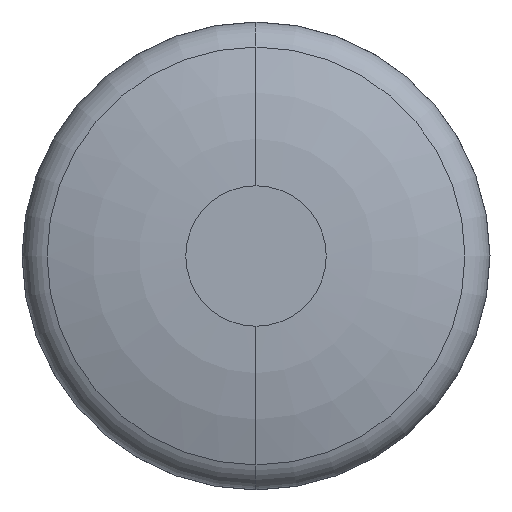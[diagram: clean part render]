
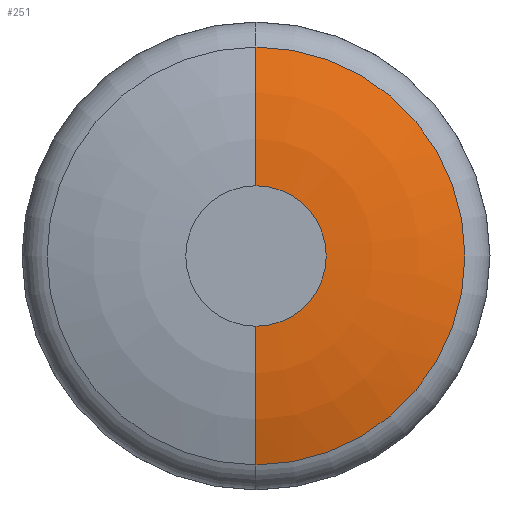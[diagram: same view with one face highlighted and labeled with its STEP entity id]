
A CAD part, front view. The second image highlights one B-rep face of the part: STEP entity #251.
In plain terms, the highlighted toroidal (fillet/blend) face has major radius 1.905 mm and minor radius 11.43 mm.
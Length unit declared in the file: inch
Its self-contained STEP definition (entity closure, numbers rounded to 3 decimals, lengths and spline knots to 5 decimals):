
#28 = CARTESIAN_POINT ( 'NONE',  ( 0., 0., -0.075 ) ) ;
#57 = CARTESIAN_POINT ( 'NONE',  ( 0., 0.45, 0. ) ) ;
#76 = DIRECTION ( 'NONE',  ( 1., 0., 0. ) ) ;
#111 = DIRECTION ( 'NONE',  ( 0., -1., 0. ) ) ;
#112 = VERTEX_POINT ( 'NONE', #28 ) ;
#132 = CARTESIAN_POINT ( 'NONE',  ( 0., 0.45, 0.075 ) ) ;
#145 = EDGE_CURVE ( 'NONE', #554, #232, #227, .T. ) ;
#150 = EDGE_LOOP ( 'NONE', ( #184, #275, #375, #226 ) ) ;
#184 = ORIENTED_EDGE ( 'NONE', *, *, #145, .T. ) ;
#200 = AXIS2_PLACEMENT_3D ( 'NONE', #392, #514, #550 ) ;
#205 = DIRECTION ( 'NONE',  ( 0., 0., 1. ) ) ;
#226 = ORIENTED_EDGE ( 'NONE', *, *, #557, .F. ) ;
#227 = CIRCLE ( 'NONE', #353, 0.22317 ) ;
#232 = VERTEX_POINT ( 'NONE', #389 ) ;
#237 = EDGE_CURVE ( 'NONE', #112, #321, #429, .T. ) ;
#251 = ADVANCED_FACE ( 'NONE', ( #344 ), #563, .T. ) ;
#265 = DIRECTION ( 'NONE',  ( 0., 0., -1. ) ) ;
#275 = ORIENTED_EDGE ( 'NONE', *, *, #398, .T. ) ;
#299 = AXIS2_PLACEMENT_3D ( 'NONE', #338, #343, #205 ) ;
#321 = VERTEX_POINT ( 'NONE', #483 ) ;
#338 = CARTESIAN_POINT ( 'NONE',  ( 0., 0.45, -0.075 ) ) ;
#343 = DIRECTION ( 'NONE',  ( -1., 0., 0. ) ) ;
#344 = FACE_OUTER_BOUND ( 'NONE', #150, .T. ) ;
#353 = AXIS2_PLACEMENT_3D ( 'NONE', #454, #378, #510 ) ;
#366 = CIRCLE ( 'NONE', #459, 0.45 ) ;
#375 = ORIENTED_EDGE ( 'NONE', *, *, #237, .F. ) ;
#378 = DIRECTION ( 'NONE',  ( 0., -1., 0. ) ) ;
#389 = CARTESIAN_POINT ( 'NONE',  ( 0., 0.02509, 0.22317 ) ) ;
#391 = CARTESIAN_POINT ( 'NONE',  ( 0., 0.02509, -0.22317 ) ) ;
#392 = CARTESIAN_POINT ( 'NONE',  ( 0., 0., 0. ) ) ;
#398 = EDGE_CURVE ( 'NONE', #232, #321, #366, .T. ) ;
#429 = CIRCLE ( 'NONE', #200, 0.075 ) ;
#454 = CARTESIAN_POINT ( 'NONE',  ( 0., 0.02509, 0. ) ) ;
#459 = AXIS2_PLACEMENT_3D ( 'NONE', #132, #76, #265 ) ;
#483 = CARTESIAN_POINT ( 'NONE',  ( 0., 0., 0.075 ) ) ;
#495 = CIRCLE ( 'NONE', #299, 0.45 ) ;
#510 = DIRECTION ( 'NONE',  ( 0., 0., -1. ) ) ;
#514 = DIRECTION ( 'NONE',  ( 0., -1., 0. ) ) ;
#550 = DIRECTION ( 'NONE',  ( 0., 0., -1. ) ) ;
#554 = VERTEX_POINT ( 'NONE', #391 ) ;
#555 = DIRECTION ( 'NONE',  ( 0., 0., -1. ) ) ;
#557 = EDGE_CURVE ( 'NONE', #554, #112, #495, .T. ) ;
#563 = TOROIDAL_SURFACE ( 'NONE', #568, 0.075, 0.45 ) ;
#568 = AXIS2_PLACEMENT_3D ( 'NONE', #57, #111, #555 ) ;
